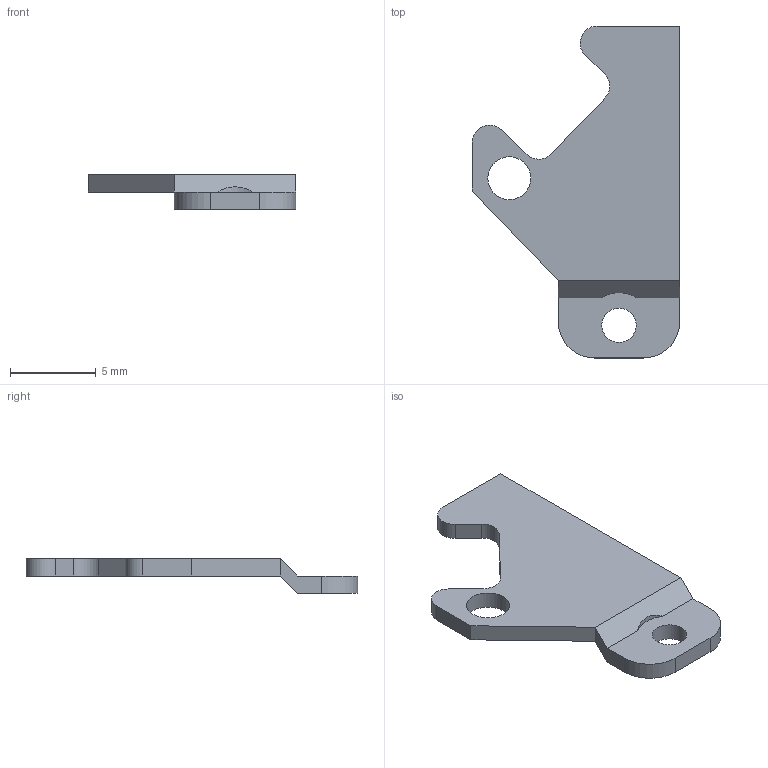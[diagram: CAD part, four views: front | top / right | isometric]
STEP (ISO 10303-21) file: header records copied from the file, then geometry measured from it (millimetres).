
FILE_DESCRIPTION(/* description */ (''),/* implementation_level */ '2;1');
FILE_NAME(/* name */ 'PartE_ipt_3a654b3b.STEP',/* time_stamp */ '2021-11-25T11:05:18-03:00',/* author */ ('Ed'),/* organization */ (''),/* preprocessor_version */ 'ST-DEVELOPER v18.1',/* originating_system */ 'Autodesk Inventor 2020',/* authorisation */ '');
FILE_SCHEMA (('AUTOMOTIVE_DESIGN { 1 0 10303 214 3 1 1 }'));
Length unit declared in the file: millimetre
Products named in the file (1): PartE
Bounding box: 12.05 x 19.3 x 2 mm (x, y, z)
Volume: 140.6 mm3; surface area: 361.3 mm2
Topology: 1 solids, 1 shells, 24 faces, 65 edges, 43 vertices
Faces by surface type: plane 15, cylinder 9
Full cylindrical faces by diameter (mm): 2 x1, 2.5 x1
Entity records: 842 total; most frequent: DIRECTION 134, CARTESIAN_POINT 133, ORIENTED_EDGE 130, EDGE_CURVE 65, LINE 46, VECTOR 46, AXIS2_PLACEMENT_3D 44, VERTEX_POINT 43
